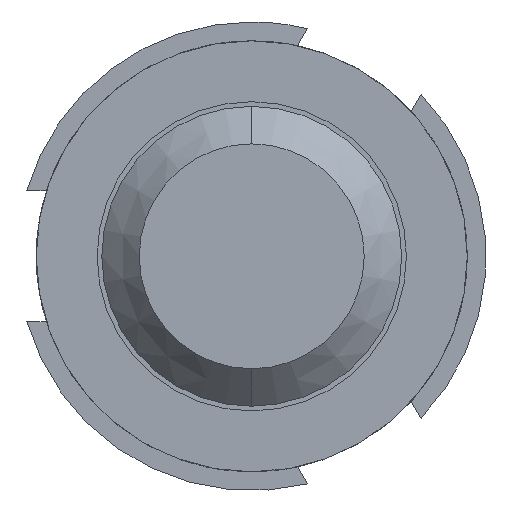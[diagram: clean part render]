
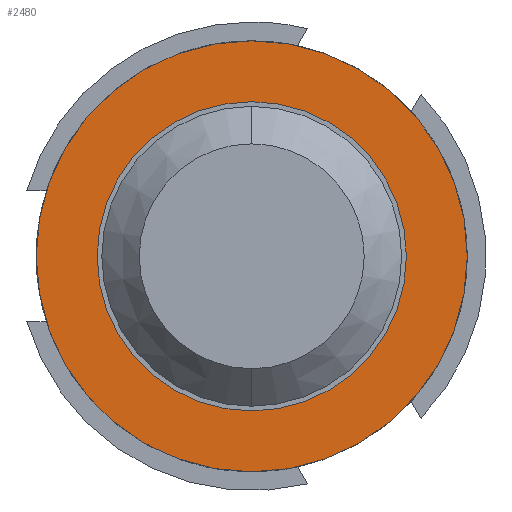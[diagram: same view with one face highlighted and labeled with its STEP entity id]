
A CAD part, front view. The second image highlights one B-rep face of the part: STEP entity #2480.
In plain terms, the highlighted planar face has unit normal (0, -1, 0).
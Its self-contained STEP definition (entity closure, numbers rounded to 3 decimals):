
#46 = DIRECTION ( 'NONE',  ( 0., 1., 0. ) ) ;
#93 = DIRECTION ( 'NONE',  ( 0., -1., 0. ) ) ;
#134 = ORIENTED_EDGE ( 'NONE', *, *, #1487, .F. ) ;
#233 = CIRCLE ( 'NONE', #1272, 0.825 ) ;
#752 = CIRCLE ( 'NONE', #2184, 1.15 ) ;
#810 = DIRECTION ( 'NONE',  ( 0., 0., 1. ) ) ;
#832 = CARTESIAN_POINT ( 'NONE',  ( 0., -1.5, -0.825 ) ) ;
#881 = CARTESIAN_POINT ( 'NONE',  ( 0., -1.5, 0. ) ) ;
#882 = EDGE_LOOP ( 'NONE', ( #1038, #2835 ) ) ;
#1038 = ORIENTED_EDGE ( 'NONE', *, *, #4781, .F. ) ;
#1156 = AXIS2_PLACEMENT_3D ( 'NONE', #2195, #1791, #2584 ) ;
#1186 = ORIENTED_EDGE ( 'NONE', *, *, #4140, .F. ) ;
#1272 = AXIS2_PLACEMENT_3D ( 'NONE', #2290, #1540, #1965 ) ;
#1352 = AXIS2_PLACEMENT_3D ( 'NONE', #3466, #3866, #3423 ) ;
#1473 = CARTESIAN_POINT ( 'NONE',  ( 0., -1.5, 0.825 ) ) ;
#1487 = EDGE_CURVE ( 'NONE', #1688, #2591, #1804, .T. ) ;
#1540 = DIRECTION ( 'NONE',  ( 0., -1., 0. ) ) ;
#1688 = VERTEX_POINT ( 'NONE', #832 ) ;
#1791 = DIRECTION ( 'NONE',  ( 0., 1., 0. ) ) ;
#1804 = CIRCLE ( 'NONE', #2713, 0.825 ) ;
#1870 = FACE_BOUND ( 'NONE', #2053, .T. ) ;
#1965 = DIRECTION ( 'NONE',  ( 0., 0., 1. ) ) ;
#2022 = DIRECTION ( 'NONE',  ( 0., 0., 1. ) ) ;
#2053 = EDGE_LOOP ( 'NONE', ( #1186, #134 ) ) ;
#2184 = AXIS2_PLACEMENT_3D ( 'NONE', #2325, #46, #810 ) ;
#2195 = CARTESIAN_POINT ( 'NONE',  ( 0.825, -1.5, 0. ) ) ;
#2290 = CARTESIAN_POINT ( 'NONE',  ( 0., -1.5, 0. ) ) ;
#2325 = CARTESIAN_POINT ( 'NONE',  ( 0., -1.5, 0. ) ) ;
#2480 = ADVANCED_FACE ( 'Defeature ausgef�hrt1_14', ( #1870, #3370 ), #4508, .F. ) ;
#2584 = DIRECTION ( 'NONE',  ( 0., 0., 1. ) ) ;
#2591 = VERTEX_POINT ( 'NONE', #1473 ) ;
#2713 = AXIS2_PLACEMENT_3D ( 'NONE', #881, #93, #2022 ) ;
#2715 = CIRCLE ( 'NONE', #1352, 1.15 ) ;
#2835 = ORIENTED_EDGE ( 'NONE', *, *, #4739, .F. ) ;
#3292 = VERTEX_POINT ( 'NONE', #4895 ) ;
#3370 = FACE_OUTER_BOUND ( 'NONE', #882, .T. ) ;
#3423 = DIRECTION ( 'NONE',  ( 0., 0., 1. ) ) ;
#3466 = CARTESIAN_POINT ( 'NONE',  ( 0., -1.5, 0. ) ) ;
#3578 = CARTESIAN_POINT ( 'NONE',  ( 0., -1.5, -1.15 ) ) ;
#3866 = DIRECTION ( 'NONE',  ( 0., 1., 0. ) ) ;
#4140 = EDGE_CURVE ( 'NONE', #2591, #1688, #233, .T. ) ;
#4463 = VERTEX_POINT ( 'NONE', #3578 ) ;
#4508 = PLANE ( 'NONE',  #1156 ) ;
#4739 = EDGE_CURVE ( 'NONE', #4463, #3292, #2715, .T. ) ;
#4781 = EDGE_CURVE ( 'NONE', #3292, #4463, #752, .T. ) ;
#4895 = CARTESIAN_POINT ( 'NONE',  ( 0., -1.5, 1.15 ) ) ;
